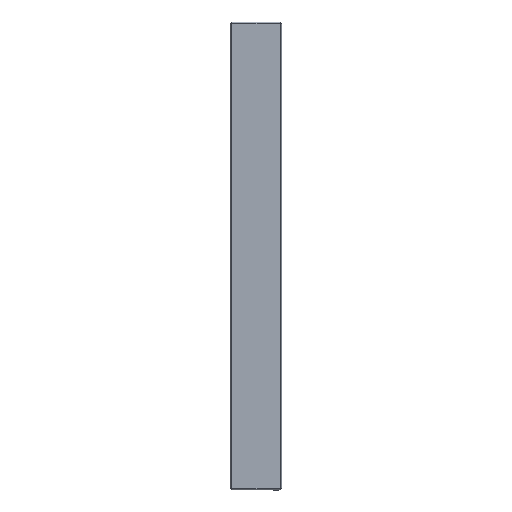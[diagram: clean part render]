
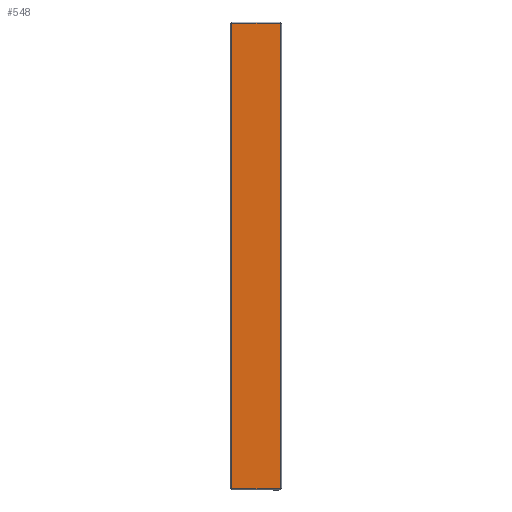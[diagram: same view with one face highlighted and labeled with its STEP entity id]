
A CAD part, left-side view. The second image highlights one B-rep face of the part: STEP entity #548.
In plain terms, the highlighted planar face has unit normal (-1, 0, 0).
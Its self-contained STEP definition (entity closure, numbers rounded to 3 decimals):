
#51 = VERTEX_POINT ( 'NONE', #1474 ) ;
#152 = DIRECTION ( 'NONE',  ( 0., 1., 0. ) ) ;
#165 = VECTOR ( 'NONE', #152, 1000. ) ;
#168 = EDGE_CURVE ( 'NONE', #51, #907, #394, .T. ) ;
#263 = DIRECTION ( 'NONE',  ( 0., -1., 0. ) ) ;
#329 = VECTOR ( 'NONE', #2506, 1000. ) ;
#381 = EDGE_CURVE ( 'NONE', #2455, #1176, #1311, .T. ) ;
#391 = LINE ( 'NONE', #2081, #329 ) ;
#394 = LINE ( 'NONE', #451, #1933 ) ;
#415 = DIRECTION ( 'NONE',  ( -1., 0., 0. ) ) ;
#451 = CARTESIAN_POINT ( 'NONE',  ( 0., 4584.5, -451. ) ) ;
#548 = ADVANCED_FACE ( 'NONE', ( #2100 ), #2290, .T. ) ;
#587 = CARTESIAN_POINT ( 'NONE',  ( 0., -47., 451. ) ) ;
#610 = ORIENTED_EDGE ( 'NONE', *, *, #168, .T. ) ;
#830 = CARTESIAN_POINT ( 'NONE',  ( 0., 0., 0. ) ) ;
#907 = VERTEX_POINT ( 'NONE', #1925 ) ;
#1168 = ORIENTED_EDGE ( 'NONE', *, *, #2443, .T. ) ;
#1176 = VERTEX_POINT ( 'NONE', #2173 ) ;
#1311 = LINE ( 'NONE', #1853, #165 ) ;
#1474 = CARTESIAN_POINT ( 'NONE',  ( 0., 47., -451. ) ) ;
#1685 = VECTOR ( 'NONE', #2632, 1000. ) ;
#1775 = ORIENTED_EDGE ( 'NONE', *, *, #2105, .T. ) ;
#1828 = CARTESIAN_POINT ( 'NONE',  ( 0., 47., 4988.5 ) ) ;
#1853 = CARTESIAN_POINT ( 'NONE',  ( 0., -4584.5, 451. ) ) ;
#1925 = CARTESIAN_POINT ( 'NONE',  ( 0., -47., -451. ) ) ;
#1933 = VECTOR ( 'NONE', #263, 1000. ) ;
#2081 = CARTESIAN_POINT ( 'NONE',  ( 0., -47., -4988.5 ) ) ;
#2099 = LINE ( 'NONE', #1828, #1685 ) ;
#2100 = FACE_OUTER_BOUND ( 'NONE', #2530, .T. ) ;
#2105 = EDGE_CURVE ( 'NONE', #907, #2455, #391, .T. ) ;
#2173 = CARTESIAN_POINT ( 'NONE',  ( 0., 47., 451. ) ) ;
#2290 = PLANE ( 'NONE',  #2423 ) ;
#2423 = AXIS2_PLACEMENT_3D ( 'NONE', #830, #415, #2715 ) ;
#2443 = EDGE_CURVE ( 'NONE', #1176, #51, #2099, .T. ) ;
#2455 = VERTEX_POINT ( 'NONE', #587 ) ;
#2506 = DIRECTION ( 'NONE',  ( 0., 0., 1. ) ) ;
#2530 = EDGE_LOOP ( 'NONE', ( #2583, #1168, #610, #1775 ) ) ;
#2583 = ORIENTED_EDGE ( 'NONE', *, *, #381, .T. ) ;
#2632 = DIRECTION ( 'NONE',  ( 0., 0., -1. ) ) ;
#2715 = DIRECTION ( 'NONE',  ( 0., 0., 1. ) ) ;
